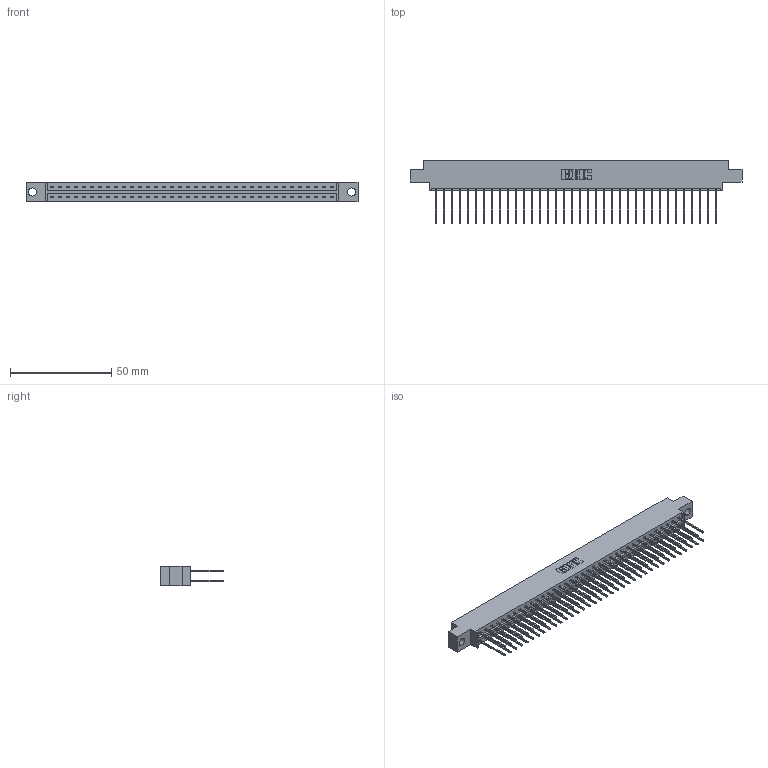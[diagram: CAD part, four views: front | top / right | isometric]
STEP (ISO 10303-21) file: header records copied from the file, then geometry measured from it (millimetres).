
FILE_DESCRIPTION (( 'STEP AP203' ), '1' );
FILE_NAME ('833-072-542-804.STEP', '2020-06-05T14:30:41', ( '' ), ( '' ), 'SwSTEP 2.0', 'SolidWorks 2020', '' );
FILE_SCHEMA (( 'CONFIG_CONTROL_DESIGN' ));
Length unit declared in the file: inch
Products named in the file (3): 833 Part_Offset - .156 Dia - TH; 345-292-001_345-293-142; 833-072-542-804
Assembly tree (73 placements, depth 2):
  833-072-542-804
    833 Part_Offset - .156 Dia - TH
    345-292-001_345-293-142  x72
Bounding box: 164.19 x 31.63 x 9.4 mm (x, y, z)
Volume: 16726.3 mm3; surface area: 21391.1 mm2
Topology: 73 solids, 73 shells, 3862 faces, 11483 edges, 7558 vertices
Faces by surface type: plane 2666, cylinder 1196
Entity records: 24089 total; most frequent: CARTESIAN_POINT 4002, ORIENTED_EDGE 3938, DIRECTION 3429, EDGE_CURVE 1969, LINE 1841, VECTOR 1841, VERTEX_POINT 1310, AXIS2_PLACEMENT_3D 794
